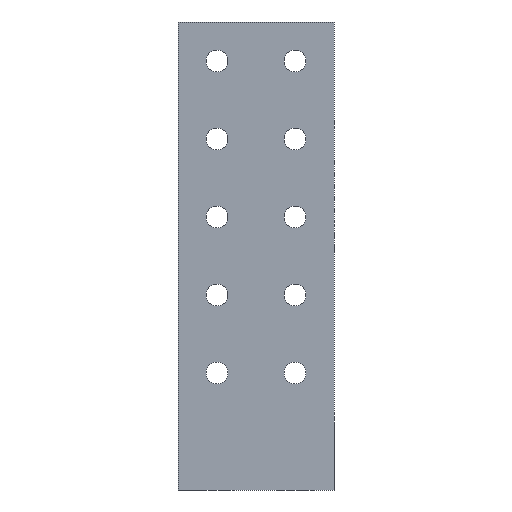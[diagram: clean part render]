
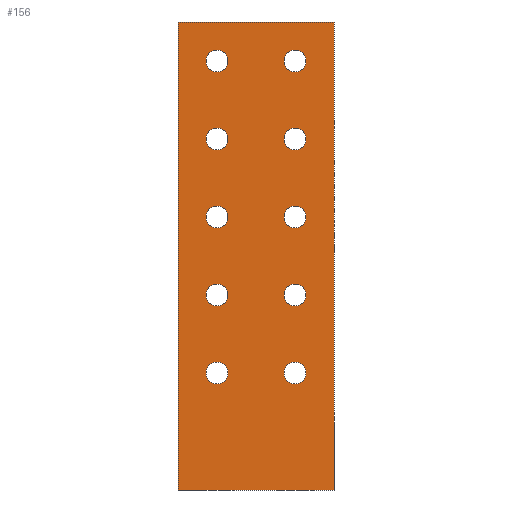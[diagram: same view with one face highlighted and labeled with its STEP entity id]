
A CAD part, front view. The second image highlights one B-rep face of the part: STEP entity #156.
In plain terms, the highlighted planar face has unit normal (0, -1, 0).
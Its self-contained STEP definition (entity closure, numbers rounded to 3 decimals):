
#156 = ADVANCED_FACE( '', ( #365, #366, #367, #368, #369, #370, #371, #372, #373, #374, #375 ), #376, .T. );
#365 = FACE_BOUND( '', #2812, .T. );
#366 = FACE_BOUND( '', #2813, .T. );
#367 = FACE_BOUND( '', #2814, .T. );
#368 = FACE_BOUND( '', #2815, .T. );
#369 = FACE_BOUND( '', #2816, .T. );
#370 = FACE_BOUND( '', #2817, .T. );
#371 = FACE_BOUND( '', #2818, .T. );
#372 = FACE_BOUND( '', #2819, .T. );
#373 = FACE_BOUND( '', #2820, .T. );
#374 = FACE_BOUND( '', #2821, .T. );
#375 = FACE_OUTER_BOUND( '', #2822, .T. );
#376 = PLANE( '', #2823 );
#2812 = EDGE_LOOP( '', ( #3379 ) );
#2813 = EDGE_LOOP( '', ( #3380 ) );
#2814 = EDGE_LOOP( '', ( #3381 ) );
#2815 = EDGE_LOOP( '', ( #3382 ) );
#2816 = EDGE_LOOP( '', ( #3383 ) );
#2817 = EDGE_LOOP( '', ( #3384 ) );
#2818 = EDGE_LOOP( '', ( #3385 ) );
#2819 = EDGE_LOOP( '', ( #3386 ) );
#2820 = EDGE_LOOP( '', ( #3387 ) );
#2821 = EDGE_LOOP( '', ( #3388 ) );
#2822 = EDGE_LOOP( '', ( #3389, #3390, #3391, #3392 ) );
#2823 = AXIS2_PLACEMENT_3D( '', #3393, #3394, #3395 );
#3379 = ORIENTED_EDGE( '', *, *, #3556, .T. );
#3380 = ORIENTED_EDGE( '', *, *, #3555, .T. );
#3381 = ORIENTED_EDGE( '', *, *, #3557, .T. );
#3382 = ORIENTED_EDGE( '', *, *, #3558, .T. );
#3383 = ORIENTED_EDGE( '', *, *, #3559, .T. );
#3384 = ORIENTED_EDGE( '', *, *, #3560, .T. );
#3385 = ORIENTED_EDGE( '', *, *, #3561, .T. );
#3386 = ORIENTED_EDGE( '', *, *, #3562, .T. );
#3387 = ORIENTED_EDGE( '', *, *, #3563, .T. );
#3388 = ORIENTED_EDGE( '', *, *, #3564, .T. );
#3389 = ORIENTED_EDGE( '', *, *, #3592, .F. );
#3390 = ORIENTED_EDGE( '', *, *, #3603, .F. );
#3391 = ORIENTED_EDGE( '', *, *, #3598, .T. );
#3392 = ORIENTED_EDGE( '', *, *, #3602, .T. );
#3393 = CARTESIAN_POINT( '', ( 50., 0., 0. ) );
#3394 = DIRECTION( '', ( 0., -1., 0. ) );
#3395 = DIRECTION( '', ( 0., 0., -1. ) );
#3555 = EDGE_CURVE( '', #3832, #3832, #3833, .T. );
#3556 = EDGE_CURVE( '', #3834, #3834, #3835, .T. );
#3557 = EDGE_CURVE( '', #3836, #3836, #3837, .T. );
#3558 = EDGE_CURVE( '', #3838, #3838, #3839, .T. );
#3559 = EDGE_CURVE( '', #3840, #3840, #3841, .T. );
#3560 = EDGE_CURVE( '', #3842, #3842, #3843, .T. );
#3561 = EDGE_CURVE( '', #3844, #3844, #3845, .T. );
#3562 = EDGE_CURVE( '', #3846, #3846, #3847, .T. );
#3563 = EDGE_CURVE( '', #3848, #3848, #3849, .T. );
#3564 = EDGE_CURVE( '', #3850, #3850, #3851, .T. );
#3592 = EDGE_CURVE( '', #3902, #3904, #3905, .T. );
#3598 = EDGE_CURVE( '', #3914, #3912, #3915, .T. );
#3602 = EDGE_CURVE( '', #3912, #3904, #3919, .T. );
#3603 = EDGE_CURVE( '', #3914, #3902, #3920, .T. );
#3832 = VERTEX_POINT( '', #5551 );
#3833 = CIRCLE( '', #5552, 7. );
#3834 = VERTEX_POINT( '', #5553 );
#3835 = CIRCLE( '', #5554, 7. );
#3836 = VERTEX_POINT( '', #5555 );
#3837 = CIRCLE( '', #5556, 7. );
#3838 = VERTEX_POINT( '', #5557 );
#3839 = CIRCLE( '', #5558, 7. );
#3840 = VERTEX_POINT( '', #5559 );
#3841 = CIRCLE( '', #5560, 7. );
#3842 = VERTEX_POINT( '', #5561 );
#3843 = CIRCLE( '', #5562, 7. );
#3844 = VERTEX_POINT( '', #5563 );
#3845 = CIRCLE( '', #5564, 7. );
#3846 = VERTEX_POINT( '', #5565 );
#3847 = CIRCLE( '', #5566, 7. );
#3848 = VERTEX_POINT( '', #5567 );
#3849 = CIRCLE( '', #5568, 7. );
#3850 = VERTEX_POINT( '', #5569 );
#3851 = CIRCLE( '', #5570, 7. );
#3902 = VERTEX_POINT( '', #5622 );
#3904 = VERTEX_POINT( '', #5625 );
#3905 = LINE( '', #5626, #5627 );
#3912 = VERTEX_POINT( '', #5638 );
#3914 = VERTEX_POINT( '', #5641 );
#3915 = LINE( '', #5642, #5643 );
#3919 = LINE( '', #5650, #5651 );
#3920 = LINE( '', #5652, #5653 );
#5551 = CARTESIAN_POINT( '', ( 25., 0., 218. ) );
#5552 = AXIS2_PLACEMENT_3D( '', #5865, #5866, #5867 );
#5553 = CARTESIAN_POINT( '', ( 25., 0., 268. ) );
#5554 = AXIS2_PLACEMENT_3D( '', #5868, #5869, #5870 );
#5555 = CARTESIAN_POINT( '', ( 25., 0., 168. ) );
#5556 = AXIS2_PLACEMENT_3D( '', #5871, #5872, #5873 );
#5557 = CARTESIAN_POINT( '', ( 25., 0., 118. ) );
#5558 = AXIS2_PLACEMENT_3D( '', #5874, #5875, #5876 );
#5559 = CARTESIAN_POINT( '', ( 25., 0., 68. ) );
#5560 = AXIS2_PLACEMENT_3D( '', #5877, #5878, #5879 );
#5561 = CARTESIAN_POINT( '', ( -25., 0., 268. ) );
#5562 = AXIS2_PLACEMENT_3D( '', #5880, #5881, #5882 );
#5563 = CARTESIAN_POINT( '', ( -25., 0., 218. ) );
#5564 = AXIS2_PLACEMENT_3D( '', #5883, #5884, #5885 );
#5565 = CARTESIAN_POINT( '', ( -25., 0., 168. ) );
#5566 = AXIS2_PLACEMENT_3D( '', #5886, #5887, #5888 );
#5567 = CARTESIAN_POINT( '', ( -25., 0., 118. ) );
#5568 = AXIS2_PLACEMENT_3D( '', #5889, #5890, #5891 );
#5569 = CARTESIAN_POINT( '', ( -25., 0., 68. ) );
#5570 = AXIS2_PLACEMENT_3D( '', #5892, #5893, #5894 );
#5622 = CARTESIAN_POINT( '', ( -50., 0., 0. ) );
#5625 = CARTESIAN_POINT( '', ( -50., 0., 300. ) );
#5626 = CARTESIAN_POINT( '', ( -50., 0., 0. ) );
#5627 = VECTOR( '', #5972, 1000. );
#5638 = CARTESIAN_POINT( '', ( 50., 0., 300. ) );
#5641 = CARTESIAN_POINT( '', ( 50., 0., 0. ) );
#5642 = CARTESIAN_POINT( '', ( 50., 0., 0. ) );
#5643 = VECTOR( '', #5978, 1000. );
#5650 = CARTESIAN_POINT( '', ( 50., 0., 300. ) );
#5651 = VECTOR( '', #5982, 1000. );
#5652 = CARTESIAN_POINT( '', ( 50., 0., 0. ) );
#5653 = VECTOR( '', #5983, 1000. );
#5865 = CARTESIAN_POINT( '', ( 25., 0., 225. ) );
#5866 = DIRECTION( '', ( 0., 1., 0. ) );
#5867 = DIRECTION( '', ( 0., 0., -1. ) );
#5868 = CARTESIAN_POINT( '', ( 25., 0., 275. ) );
#5869 = DIRECTION( '', ( 0., 1., 0. ) );
#5870 = DIRECTION( '', ( 0., 0., -1. ) );
#5871 = CARTESIAN_POINT( '', ( 25., 0., 175. ) );
#5872 = DIRECTION( '', ( 0., 1., 0. ) );
#5873 = DIRECTION( '', ( 0., 0., -1. ) );
#5874 = CARTESIAN_POINT( '', ( 25., 0., 125. ) );
#5875 = DIRECTION( '', ( 0., 1., 0. ) );
#5876 = DIRECTION( '', ( 0., 0., -1. ) );
#5877 = CARTESIAN_POINT( '', ( 25., 0., 75. ) );
#5878 = DIRECTION( '', ( 0., 1., 0. ) );
#5879 = DIRECTION( '', ( 0., 0., -1. ) );
#5880 = CARTESIAN_POINT( '', ( -25., 0., 275. ) );
#5881 = DIRECTION( '', ( 0., 1., 0. ) );
#5882 = DIRECTION( '', ( 0., 0., -1. ) );
#5883 = CARTESIAN_POINT( '', ( -25., 0., 225. ) );
#5884 = DIRECTION( '', ( 0., 1., 0. ) );
#5885 = DIRECTION( '', ( 0., 0., -1. ) );
#5886 = CARTESIAN_POINT( '', ( -25., 0., 175. ) );
#5887 = DIRECTION( '', ( 0., 1., 0. ) );
#5888 = DIRECTION( '', ( 0., 0., -1. ) );
#5889 = CARTESIAN_POINT( '', ( -25., 0., 125. ) );
#5890 = DIRECTION( '', ( 0., 1., 0. ) );
#5891 = DIRECTION( '', ( 0., 0., -1. ) );
#5892 = CARTESIAN_POINT( '', ( -25., 0., 75. ) );
#5893 = DIRECTION( '', ( 0., 1., 0. ) );
#5894 = DIRECTION( '', ( 0., 0., -1. ) );
#5972 = DIRECTION( '', ( 0., 0., 1. ) );
#5978 = DIRECTION( '', ( 0., 0., 1. ) );
#5982 = DIRECTION( '', ( -1., 0., 0. ) );
#5983 = DIRECTION( '', ( -1., 0., 0. ) );
